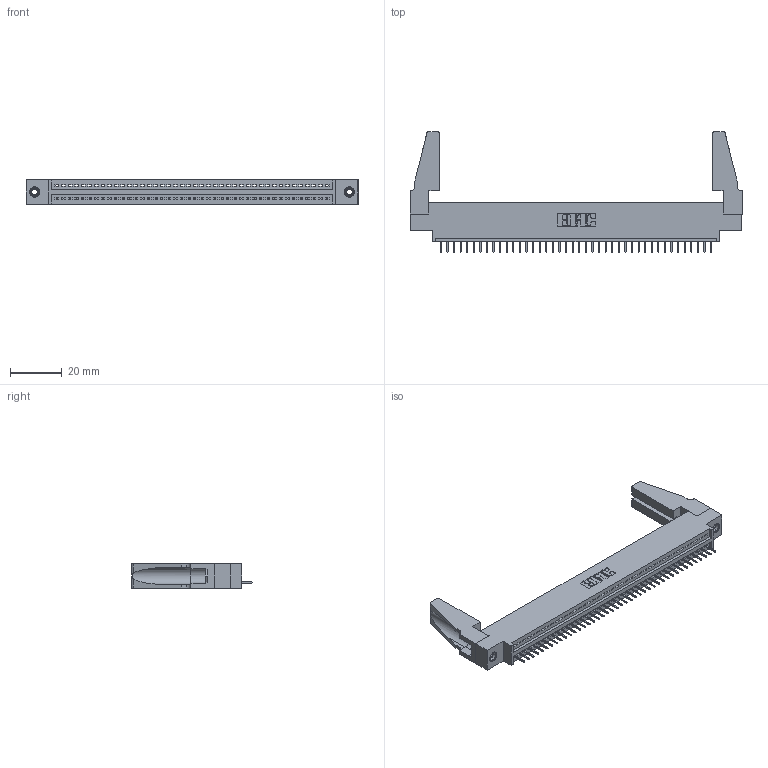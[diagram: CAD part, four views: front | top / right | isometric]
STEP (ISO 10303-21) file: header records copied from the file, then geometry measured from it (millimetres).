
FILE_DESCRIPTION (( 'STEP AP203' ), '1' );
FILE_NAME ('345-042-524-688.STEP', '2019-10-08T14:24:26', ( '' ), ( '' ), 'SwSTEP 2.0', 'SolidWorks 2016', '' );
FILE_SCHEMA (( 'CONFIG_CONTROL_DESIGN' ));
Length unit declared in the file: inch
Products named in the file (5): 345-042-524-688; 345-250-001_345-250-001-102; 345-220-078_345-220-088; 345 Part_0.170 Offset - 0.156 Dia-TH; 345-292-001_345-293-124
Assembly tree (47 placements, depth 2):
  345-042-524-688
    345 Part_0.170 Offset - 0.156 Dia-TH
    345-292-001_345-293-124  x42
    345-250-001_345-250-001-102  x2
    345-220-078_345-220-088  x2
Bounding box: 127.91 x 46.53 x 9.4 mm (x, y, z)
Volume: 15122.6 mm3; surface area: 18499.7 mm2
Topology: 47 solids, 47 shells, 2858 faces, 8227 edges, 5306 vertices
Faces by surface type: plane 2088, cylinder 754, cone 12, torus 4
Entity records: 33964 total; most frequent: CARTESIAN_POINT 5872, ORIENTED_EDGE 5808, DIRECTION 5136, EDGE_CURVE 2904, LINE 2566, VECTOR 2566, VERTEX_POINT 1926, AXIS2_PLACEMENT_3D 1285
